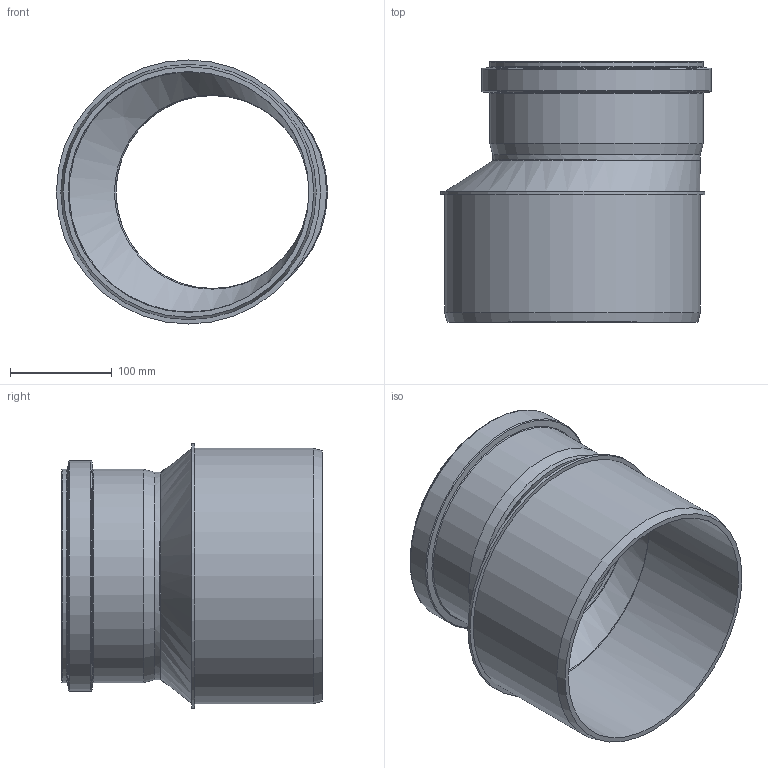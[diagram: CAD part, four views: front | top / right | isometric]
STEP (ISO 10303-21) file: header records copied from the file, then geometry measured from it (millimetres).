
FILE_DESCRIPTION(/* description */ (''),/* implementation_level */ '2;1');
FILE_NAME(/* name */ '224700 KGR Reduktion DN_OD 250_200.stp',/* time_stamp */ '2017-05-03T11:05:13+02:00',/* author */ ('user1'),/* organization */ (''),/* preprocessor_version */ 'ST-DEVELOPER v16.1',/* originating_system */ 'Autodesk Inventor 2016',/* authorisation */ '');
FILE_SCHEMA (('AUTOMOTIVE_DESIGN { 1 0 10303 214 3 1 1 }'));
Length unit declared in the file: millimetre
Products named in the file (1): 224700 KGR Reduktion DN_OD 250_200
Bounding box: 266 x 255.5 x 259.2 mm (x, y, z)
Volume: 1245146.1 mm3; surface area: 409752.4 mm2
Topology: 1 solids, 1 shells, 39 faces, 81 edges, 41 vertices
Faces by surface type: cylinder 12, torus 10, cone 7, bspline 5, plane 5
Full cylindrical faces by diameter (mm): 189.3 x1, 200.6 x1, 200.9 x2, 203.5 x1, 209.4 x1, 209.7 x1, 217 x1, 225.8 x1, 236.3 x1, 250.5 x1, 259.2 x1
Entity records: 1930 total; most frequent: CARTESIAN_POINT 1253, DIRECTION 138, ORIENTED_EDGE 90, EDGE_LOOP 73, AXIS2_PLACEMENT_3D 69, EDGE_CURVE 45, VERTEX_POINT 40, FACE_OUTER_BOUND 39
